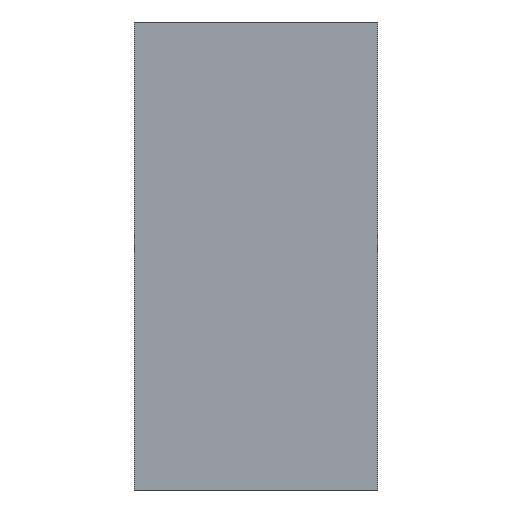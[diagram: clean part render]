
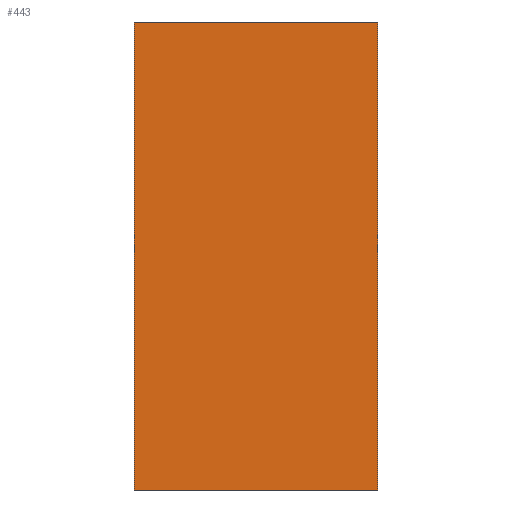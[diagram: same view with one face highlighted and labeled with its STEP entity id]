
A CAD part, left-side view. The second image highlights one B-rep face of the part: STEP entity #443.
In plain terms, the highlighted planar face has unit normal (-1, 0, 0).
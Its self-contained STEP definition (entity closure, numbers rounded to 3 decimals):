
#116 = LINE ( 'NONE', #608, #937 ) ;
#121 = CARTESIAN_POINT ( 'NONE',  ( -1., 0., 0.625 ) ) ;
#122 = PLANE ( 'NONE',  #910 ) ;
#128 = DIRECTION ( 'NONE',  ( 0., 0., -1. ) ) ;
#137 = ORIENTED_EDGE ( 'NONE', *, *, #319, .T. ) ;
#165 = DIRECTION ( 'NONE',  ( 0., 0., -1. ) ) ;
#169 = LINE ( 'NONE', #721, #479 ) ;
#171 = DIRECTION ( 'NONE',  ( 0., -1., 0. ) ) ;
#179 = CARTESIAN_POINT ( 'NONE',  ( -1., 0.65, 0.625 ) ) ;
#219 = CARTESIAN_POINT ( 'NONE',  ( -1., 0., 0.625 ) ) ;
#227 = LINE ( 'NONE', #898, #380 ) ;
#276 = EDGE_CURVE ( 'NONE', #660, #666, #169, .T. ) ;
#319 = EDGE_CURVE ( 'NONE', #756, #666, #116, .T. ) ;
#380 = VECTOR ( 'NONE', #404, 1000. ) ;
#402 = FACE_OUTER_BOUND ( 'NONE', #424, .T. ) ;
#404 = DIRECTION ( 'NONE',  ( 0., 0., -1. ) ) ;
#415 = CARTESIAN_POINT ( 'NONE',  ( -1., 0., 0.625 ) ) ;
#424 = EDGE_LOOP ( 'NONE', ( #137, #888, #931, #533 ) ) ;
#443 = ADVANCED_FACE ( 'NONE', ( #402 ), #122, .F. ) ;
#479 = VECTOR ( 'NONE', #165, 1000. ) ;
#492 = DIRECTION ( 'NONE',  ( 1., 0., 0. ) ) ;
#533 = ORIENTED_EDGE ( 'NONE', *, *, #784, .T. ) ;
#608 = CARTESIAN_POINT ( 'NONE',  ( -1., 0., -0.625 ) ) ;
#656 = CARTESIAN_POINT ( 'NONE',  ( -1., 0., -0.625 ) ) ;
#660 = VERTEX_POINT ( 'NONE', #121 ) ;
#666 = VERTEX_POINT ( 'NONE', #656 ) ;
#670 = EDGE_CURVE ( 'NONE', #734, #660, #868, .T. ) ;
#721 = CARTESIAN_POINT ( 'NONE',  ( -1., 0., 0.625 ) ) ;
#729 = VECTOR ( 'NONE', #917, 1000. ) ;
#734 = VERTEX_POINT ( 'NONE', #179 ) ;
#756 = VERTEX_POINT ( 'NONE', #764 ) ;
#764 = CARTESIAN_POINT ( 'NONE',  ( -1., 0.65, -0.625 ) ) ;
#784 = EDGE_CURVE ( 'NONE', #734, #756, #227, .T. ) ;
#868 = LINE ( 'NONE', #219, #729 ) ;
#888 = ORIENTED_EDGE ( 'NONE', *, *, #276, .F. ) ;
#898 = CARTESIAN_POINT ( 'NONE',  ( -1., 0.65, 0.625 ) ) ;
#910 = AXIS2_PLACEMENT_3D ( 'NONE', #415, #492, #128 ) ;
#917 = DIRECTION ( 'NONE',  ( 0., -1., 0. ) ) ;
#931 = ORIENTED_EDGE ( 'NONE', *, *, #670, .F. ) ;
#937 = VECTOR ( 'NONE', #171, 1000. ) ;
